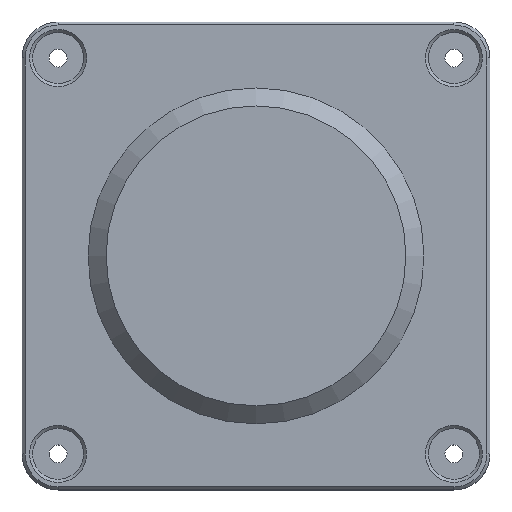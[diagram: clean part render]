
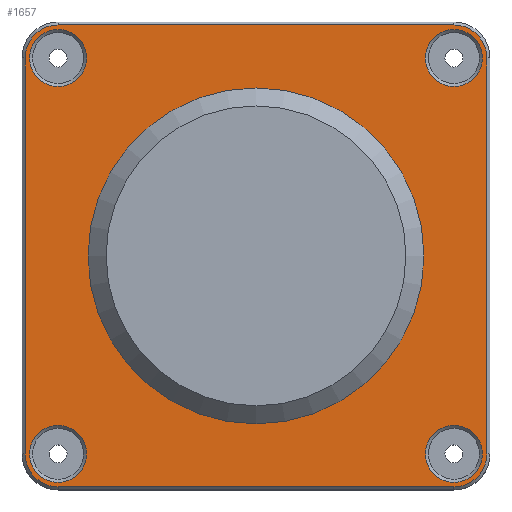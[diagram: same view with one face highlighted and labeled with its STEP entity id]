
A CAD part, top view. The second image highlights one B-rep face of the part: STEP entity #1657.
In plain terms, the highlighted planar face has unit normal (0, 0, 1).
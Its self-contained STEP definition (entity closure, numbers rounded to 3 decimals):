
#24=FACE_BOUND('',#252,.T.);
#25=FACE_BOUND('',#253,.T.);
#26=FACE_BOUND('',#254,.T.);
#27=FACE_BOUND('',#255,.T.);
#28=FACE_BOUND('',#256,.T.);
#49=PLANE('',#1782);
#146=FACE_OUTER_BOUND('',#251,.T.);
#251=EDGE_LOOP('',(#1188,#1189,#1190,#1191,#1192,#1193,#1194,#1195));
#252=EDGE_LOOP('',(#1196));
#253=EDGE_LOOP('',(#1197));
#254=EDGE_LOOP('',(#1198));
#255=EDGE_LOOP('',(#1199));
#256=EDGE_LOOP('',(#1200));
#381=LINE('',#2481,#552);
#382=LINE('',#2485,#553);
#383=LINE('',#2489,#554);
#384=LINE('',#2493,#555);
#552=VECTOR('',#1971,10.);
#553=VECTOR('',#1974,10.);
#554=VECTOR('',#1977,10.);
#555=VECTOR('',#1980,10.);
#721=CIRCLE('',#1780,4.75);
#723=CIRCLE('',#1783,5.5);
#724=CIRCLE('',#1784,5.5);
#725=CIRCLE('',#1785,5.5);
#726=CIRCLE('',#1786,5.5);
#727=CIRCLE('',#1787,4.75);
#728=CIRCLE('',#1788,4.75);
#729=CIRCLE('',#1789,28.);
#730=CIRCLE('',#1790,4.75);
#789=VERTEX_POINT('',#2473);
#791=VERTEX_POINT('',#2479);
#792=VERTEX_POINT('',#2480);
#793=VERTEX_POINT('',#2482);
#794=VERTEX_POINT('',#2484);
#795=VERTEX_POINT('',#2486);
#796=VERTEX_POINT('',#2488);
#797=VERTEX_POINT('',#2490);
#798=VERTEX_POINT('',#2492);
#799=VERTEX_POINT('',#2495);
#800=VERTEX_POINT('',#2497);
#801=VERTEX_POINT('',#2499);
#802=VERTEX_POINT('',#2501);
#944=EDGE_CURVE('',#789,#789,#721,.T.);
#947=EDGE_CURVE('',#791,#792,#381,.T.);
#948=EDGE_CURVE('',#793,#791,#723,.T.);
#949=EDGE_CURVE('',#794,#793,#382,.T.);
#950=EDGE_CURVE('',#795,#794,#724,.T.);
#951=EDGE_CURVE('',#796,#795,#383,.T.);
#952=EDGE_CURVE('',#797,#796,#725,.T.);
#953=EDGE_CURVE('',#798,#797,#384,.T.);
#954=EDGE_CURVE('',#792,#798,#726,.T.);
#955=EDGE_CURVE('',#799,#799,#727,.T.);
#956=EDGE_CURVE('',#800,#800,#728,.T.);
#957=EDGE_CURVE('',#801,#801,#729,.T.);
#958=EDGE_CURVE('',#802,#802,#730,.T.);
#1188=ORIENTED_EDGE('',*,*,#947,.F.);
#1189=ORIENTED_EDGE('',*,*,#948,.F.);
#1190=ORIENTED_EDGE('',*,*,#949,.F.);
#1191=ORIENTED_EDGE('',*,*,#950,.F.);
#1192=ORIENTED_EDGE('',*,*,#951,.F.);
#1193=ORIENTED_EDGE('',*,*,#952,.F.);
#1194=ORIENTED_EDGE('',*,*,#953,.F.);
#1195=ORIENTED_EDGE('',*,*,#954,.F.);
#1196=ORIENTED_EDGE('',*,*,#955,.F.);
#1197=ORIENTED_EDGE('',*,*,#956,.F.);
#1198=ORIENTED_EDGE('',*,*,#957,.F.);
#1199=ORIENTED_EDGE('',*,*,#958,.F.);
#1200=ORIENTED_EDGE('',*,*,#944,.F.);
#1657=ADVANCED_FACE('',(#146,#24,#25,#26,#27,#28),#49,.T.);
#1780=AXIS2_PLACEMENT_3D('',#2474,#1964,#1965);
#1782=AXIS2_PLACEMENT_3D('',#2478,#1969,#1970);
#1783=AXIS2_PLACEMENT_3D('',#2483,#1972,#1973);
#1784=AXIS2_PLACEMENT_3D('',#2487,#1975,#1976);
#1785=AXIS2_PLACEMENT_3D('',#2491,#1978,#1979);
#1786=AXIS2_PLACEMENT_3D('',#2494,#1981,#1982);
#1787=AXIS2_PLACEMENT_3D('',#2496,#1983,#1984);
#1788=AXIS2_PLACEMENT_3D('',#2498,#1985,#1986);
#1789=AXIS2_PLACEMENT_3D('',#2500,#1987,#1988);
#1790=AXIS2_PLACEMENT_3D('',#2502,#1989,#1990);
#1964=DIRECTION('center_axis',(0.,0.,1.));
#1965=DIRECTION('ref_axis',(1.,0.,0.));
#1969=DIRECTION('center_axis',(0.,0.,1.));
#1970=DIRECTION('ref_axis',(1.,0.,0.));
#1971=DIRECTION('',(1.,0.,0.));
#1972=DIRECTION('center_axis',(0.,0.,-1.));
#1973=DIRECTION('ref_axis',(0.,1.,0.));
#1974=DIRECTION('',(0.,1.,0.));
#1975=DIRECTION('center_axis',(0.,0.,-1.));
#1976=DIRECTION('ref_axis',(-1.,0.,0.));
#1977=DIRECTION('',(-1.,0.,0.));
#1978=DIRECTION('center_axis',(0.,0.,-1.));
#1979=DIRECTION('ref_axis',(0.,-1.,0.));
#1980=DIRECTION('',(0.,-1.,0.));
#1981=DIRECTION('center_axis',(0.,0.,-1.));
#1982=DIRECTION('ref_axis',(1.,0.,0.));
#1983=DIRECTION('center_axis',(0.,0.,1.));
#1984=DIRECTION('ref_axis',(1.,0.,0.));
#1985=DIRECTION('center_axis',(0.,0.,1.));
#1986=DIRECTION('ref_axis',(1.,0.,0.));
#1987=DIRECTION('center_axis',(0.,0.,1.));
#1988=DIRECTION('ref_axis',(1.,0.,0.));
#1989=DIRECTION('center_axis',(0.,0.,1.));
#1990=DIRECTION('ref_axis',(1.,0.,0.));
#2473=CARTESIAN_POINT('',(28.25,-33.,14.));
#2474=CARTESIAN_POINT('Origin',(33.,-33.,14.));
#2478=CARTESIAN_POINT('Origin',(0.,0.,
14.));
#2479=CARTESIAN_POINT('',(-33.,38.5,14.));
#2480=CARTESIAN_POINT('',(33.,38.5,14.));
#2481=CARTESIAN_POINT('',(16.5,38.5,14.));
#2482=CARTESIAN_POINT('',(-38.5,33.,14.));
#2483=CARTESIAN_POINT('Origin',(-33.,33.,14.));
#2484=CARTESIAN_POINT('',(-38.5,-33.,14.));
#2485=CARTESIAN_POINT('',(-38.5,16.5,14.));
#2486=CARTESIAN_POINT('',(-33.,-38.5,14.));
#2487=CARTESIAN_POINT('Origin',(-33.,-33.,14.));
#2488=CARTESIAN_POINT('',(33.,-38.5,14.));
#2489=CARTESIAN_POINT('',(-16.5,-38.5,14.));
#2490=CARTESIAN_POINT('',(38.5,-33.,14.));
#2491=CARTESIAN_POINT('Origin',(33.,-33.,14.));
#2492=CARTESIAN_POINT('',(38.5,33.,14.));
#2493=CARTESIAN_POINT('',(38.5,13.,14.));
#2494=CARTESIAN_POINT('Origin',(33.,33.,14.));
#2495=CARTESIAN_POINT('',(28.25,33.,14.));
#2496=CARTESIAN_POINT('Origin',(33.,33.,14.));
#2497=CARTESIAN_POINT('',(-37.75,-33.,14.));
#2498=CARTESIAN_POINT('Origin',(-33.,-33.,14.));
#2499=CARTESIAN_POINT('',(-28.,0.,14.));
#2500=CARTESIAN_POINT('Origin',(0.,0.,14.));
#2501=CARTESIAN_POINT('',(-37.75,33.,14.));
#2502=CARTESIAN_POINT('Origin',(-33.,33.,14.));
